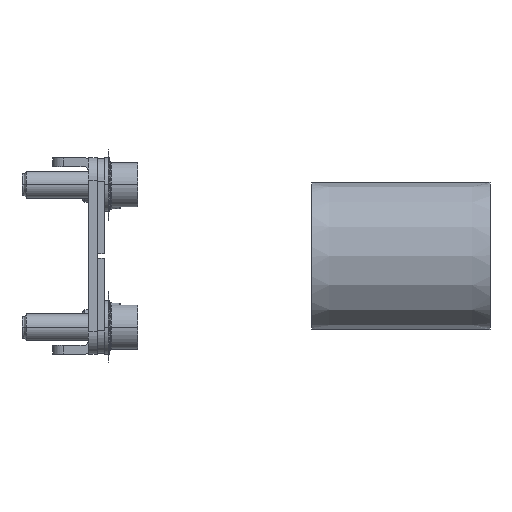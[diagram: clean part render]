
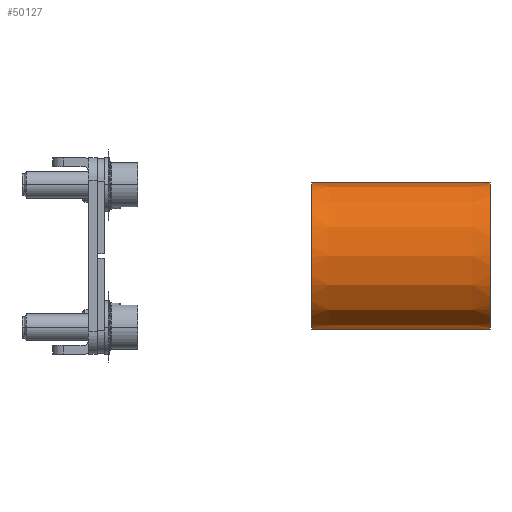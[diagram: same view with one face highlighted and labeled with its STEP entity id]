
A CAD part, left-side view. The second image highlights one B-rep face of the part: STEP entity #50127.
In plain terms, the highlighted face is a extrusion surface.
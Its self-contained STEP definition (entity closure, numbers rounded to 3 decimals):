
#49936=CARTESIAN_POINT('',(-49.5,-50.,-16.5));
#49946=CARTESIAN_POINT('',(-49.5,-50.,16.5));
#49948=CARTESIAN_POINT('',(-49.5,-50.,16.5));
#49949=CARTESIAN_POINT('',(-50.94,-50.,16.499));
#49950=CARTESIAN_POINT('',(-54.081,-50.,15.778));
#49951=CARTESIAN_POINT('',(-58.298,-50.,12.367));
#49952=CARTESIAN_POINT('',(-61.295,-50.,6.738));
#49953=CARTESIAN_POINT('',(-62.352,-50.,0.));
#49954=CARTESIAN_POINT('',(-61.295,-50.,-6.738));
#49955=CARTESIAN_POINT('',(-58.298,-50.,-12.367));
#49956=CARTESIAN_POINT('',(-54.081,-50.,-15.778));
#49957=CARTESIAN_POINT('',(-50.94,-50.,-16.499));
#49958=CARTESIAN_POINT('',(-49.5,-50.,-16.5));
#49984=DIRECTION('',(0.,-1.,0.));
#49985=VECTOR('',#49984,40.);
#49986=CARTESIAN_POINT('',(-49.5,-50.,16.5));
#49987=LINE('',#49986,#49985);
#49988=DIRECTION('',(0.,1.,0.));
#49989=VECTOR('',#49988,40.);
#49990=CARTESIAN_POINT('',(-49.5,-90.,-16.5));
#49991=LINE('',#49990,#49989);
#50004=CARTESIAN_POINT('',(-49.5,-90.,-16.5));
#50005=CARTESIAN_POINT('',(-50.94,-90.,-16.499));
#50006=CARTESIAN_POINT('',(-54.081,-90.,-15.778));
#50007=CARTESIAN_POINT('',(-58.298,-90.,-12.367));
#50008=CARTESIAN_POINT('',(-61.295,-90.,-6.738));
#50009=CARTESIAN_POINT('',(-62.352,-90.,0.));
#50010=CARTESIAN_POINT('',(-61.295,-90.,6.738));
#50011=CARTESIAN_POINT('',(-58.298,-90.,12.367));
#50012=CARTESIAN_POINT('',(-54.081,-90.,15.778));
#50013=CARTESIAN_POINT('',(-50.94,-90.,16.499));
#50014=CARTESIAN_POINT('',(-49.5,-90.,16.5));
#50048=VERTEX_POINT('',#49936);
#50049=VERTEX_POINT('',#49946);
#50052=CARTESIAN_POINT('',(-49.5,-90.,16.5));
#50053=VERTEX_POINT('',#50052);
#50054=CARTESIAN_POINT('',(-49.5,-90.,-16.5));
#50055=VERTEX_POINT('',#50054);
#50103=CARTESIAN_POINT('',(-48.715,-90.8,-16.467));
#50104=CARTESIAN_POINT('',(-48.976,-90.8,-16.489));
#50105=CARTESIAN_POINT('',(-50.678,-90.8,-16.559));
#50106=CARTESIAN_POINT('',(-54.081,-90.8,-15.778));
#50107=CARTESIAN_POINT('',(-58.298,-90.8,-12.367));
#50108=CARTESIAN_POINT('',(-61.295,-90.8,-6.738));
#50109=CARTESIAN_POINT('',(-62.352,-90.8,0.));
#50110=CARTESIAN_POINT('',(-61.295,-90.8,6.738));
#50111=CARTESIAN_POINT('',(-58.298,-90.8,12.367));
#50112=CARTESIAN_POINT('',(-54.081,-90.8,15.778));
#50113=CARTESIAN_POINT('',(-50.678,-90.8,16.559));
#50114=CARTESIAN_POINT('',(-48.976,-90.8,16.489));
#50115=CARTESIAN_POINT('',(-48.715,-90.8,16.467));
#50117=DIRECTION('',(0.,1.,0.));
#50118=VECTOR('',#50117,1.);
#50119=SURFACE_OF_LINEAR_EXTRUSION('',#50116,#50118);
#50120=ORIENTED_EDGE('',*,*,#50065,.F.);
#50121=ORIENTED_EDGE('',*,*,#50098,.T.);
#50123=ORIENTED_EDGE('',*,*,#50122,.F.);
#50124=ORIENTED_EDGE('',*,*,#50094,.T.);
#50125=EDGE_LOOP('',(#50120,#50121,#50123,#50124));
#50126=FACE_OUTER_BOUND('',#50125,.F.);
#50127=ADVANCED_FACE('',(#50126),#50119,.T.);
#49959=B_SPLINE_CURVE_WITH_KNOTS('',3,(#49948,#49949,#49950,#49951,#49952,
#49953,#49954,#49955,#49956,#49957,#49958),.UNSPECIFIED.,.F.,.F.,(4,1,1,1,1,1,1,
1,4),(0.,0.11,0.24,0.37,0.5,
0.63,0.76,0.89,1.),.UNSPECIFIED.);
#50015=B_SPLINE_CURVE_WITH_KNOTS('',3,(#50004,#50005,#50006,#50007,#50008,
#50009,#50010,#50011,#50012,#50013,#50014),.UNSPECIFIED.,.F.,.F.,(4,1,1,1,1,1,1,
1,4),(0.,0.11,0.24,0.37,0.5,
0.63,0.76,0.89,1.),.UNSPECIFIED.);
#50065=EDGE_CURVE('',#50049,#50048,#49959,.T.);
#50094=EDGE_CURVE('',#50055,#50048,#49991,.T.);
#50098=EDGE_CURVE('',#50049,#50053,#49987,.T.);
#50116=B_SPLINE_CURVE_WITH_KNOTS('',3,(#50103,#50104,#50105,#50106,#50107,
#50108,#50109,#50110,#50111,#50112,#50113,#50114,#50115),.UNSPECIFIED.,.F.,.F.,(
4,1,1,1,1,1,1,1,1,1,4),(0.,0.019,0.125,
0.25,0.375,0.5,0.625,0.75,
0.875,0.981,1.),.UNSPECIFIED.);
#50122=EDGE_CURVE('',#50055,#50053,#50015,.T.);
